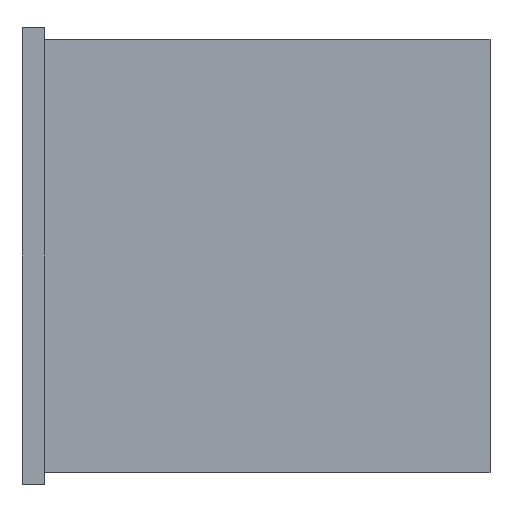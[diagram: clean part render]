
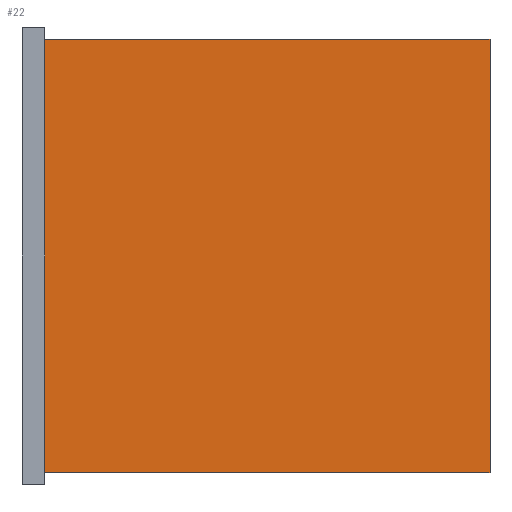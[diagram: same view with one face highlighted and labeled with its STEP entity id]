
A CAD part, left-side view. The second image highlights one B-rep face of the part: STEP entity #22.
In plain terms, the highlighted planar face has unit normal (-1, 0, 0).
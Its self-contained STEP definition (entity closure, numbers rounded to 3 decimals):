
#22=ADVANCED_FACE('',(#43),#312,.T.);
#43=FACE_OUTER_BOUND('',#64,.T.);
#64=EDGE_LOOP('',(#103,#104,#105,#106));
#103=ORIENTED_EDGE('',*,*,#192,.F.);
#104=ORIENTED_EDGE('',*,*,#194,.T.);
#105=ORIENTED_EDGE('',*,*,#188,.T.);
#106=ORIENTED_EDGE('',*,*,#186,.T.);
#186=EDGE_CURVE('',#280,#282,#234,.T.);
#188=EDGE_CURVE('',#284,#280,#236,.T.);
#192=EDGE_CURVE('',#286,#282,#240,.T.);
#194=EDGE_CURVE('',#286,#284,#242,.T.);
#234=B_SPLINE_CURVE_WITH_KNOTS('',1,(#531,#532),.UNSPECIFIED.,.F.,.F.,(2,
2),(0.1,189.9),.UNSPECIFIED.);
#236=B_SPLINE_CURVE_WITH_KNOTS('',1,(#535,#536),.UNSPECIFIED.,.F.,.F.,(2,
2),(0.,194.9),.UNSPECIFIED.);
#240=B_SPLINE_CURVE_WITH_KNOTS('',1,(#543,#544),.UNSPECIFIED.,.F.,.F.,(2,
2),(0.,194.9),.UNSPECIFIED.);
#242=B_SPLINE_CURVE_WITH_KNOTS('',1,(#547,#548),.UNSPECIFIED.,.F.,.F.,(2,
2),(0.1,189.9),.UNSPECIFIED.);
#280=VERTEX_POINT('',#490);
#282=VERTEX_POINT('',#492);
#284=VERTEX_POINT('',#494);
#286=VERTEX_POINT('',#496);
#312=PLANE('',#421);
#421=AXIS2_PLACEMENT_3D('',#469,#445,$);
#445=DIRECTION('',(-1.,0.,0.));
#469=CARTESIAN_POINT('',(60.544,-9.99,205.));
#490=CARTESIAN_POINT('',(60.544,-204.89,15.1));
#492=CARTESIAN_POINT('',(60.544,-204.89,204.9));
#494=CARTESIAN_POINT('',(60.544,-9.99,15.1));
#496=CARTESIAN_POINT('',(60.544,-9.99,204.9));
#531=CARTESIAN_POINT('',(60.544,-204.89,15.1));
#532=CARTESIAN_POINT('',(60.544,-204.89,204.9));
#535=CARTESIAN_POINT('',(60.544,-9.99,15.1));
#536=CARTESIAN_POINT('',(60.544,-204.89,15.1));
#543=CARTESIAN_POINT('',(60.544,-9.99,204.9));
#544=CARTESIAN_POINT('',(60.544,-204.89,204.9));
#547=CARTESIAN_POINT('',(60.544,-9.99,204.9));
#548=CARTESIAN_POINT('',(60.544,-9.99,15.1));
